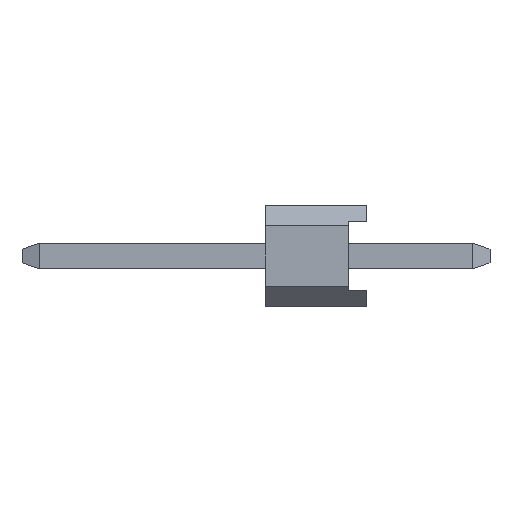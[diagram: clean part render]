
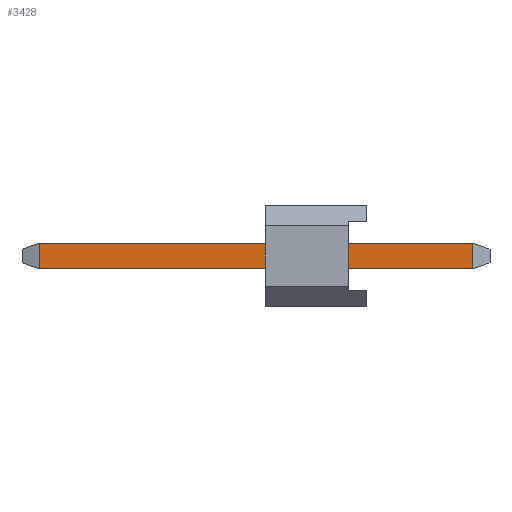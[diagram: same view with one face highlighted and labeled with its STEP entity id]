
A CAD part, left-side view. The second image highlights one B-rep face of the part: STEP entity #3428.
In plain terms, the highlighted planar face has unit normal (-1, 0, 0).
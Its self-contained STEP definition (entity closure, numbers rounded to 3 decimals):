
#96 = DIRECTION ( 'NONE',  ( 0., 0., 1. ) ) ;
#145 = ORIENTED_EDGE ( 'NONE', *, *, #2080, .T. ) ;
#428 = CARTESIAN_POINT ( 'NONE',  ( -6.67, -2.62, -0.32 ) ) ;
#450 = CARTESIAN_POINT ( 'NONE',  ( -6.67, 8.07, 0.32 ) ) ;
#595 = DIRECTION ( 'NONE',  ( 1., 0., 0. ) ) ;
#825 = VERTEX_POINT ( 'NONE', #3552 ) ;
#1006 = ORIENTED_EDGE ( 'NONE', *, *, #2359, .F. ) ;
#1131 = EDGE_CURVE ( 'NONE', #4283, #825, #2899, .T. ) ;
#1168 = CARTESIAN_POINT ( 'NONE',  ( -6.67, 8.07, 0.32 ) ) ;
#1317 = CARTESIAN_POINT ( 'NONE',  ( -6.67, -2.62, 0.32 ) ) ;
#1555 = EDGE_CURVE ( 'NONE', #1585, #4025, #2273, .T. ) ;
#1585 = VERTEX_POINT ( 'NONE', #450 ) ;
#2080 = EDGE_CURVE ( 'NONE', #4025, #4283, #4571, .T. ) ;
#2179 = PLANE ( 'NONE',  #2303 ) ;
#2273 = LINE ( 'NONE', #1168, #2343 ) ;
#2303 = AXIS2_PLACEMENT_3D ( 'NONE', #2560, #595, #3773 ) ;
#2343 = VECTOR ( 'NONE', #3891, 1000. ) ;
#2359 = EDGE_CURVE ( 'NONE', #1585, #825, #3772, .T. ) ;
#2560 = CARTESIAN_POINT ( 'NONE',  ( -6.67, 15.405, 0.32 ) ) ;
#2721 = CARTESIAN_POINT ( 'NONE',  ( -6.67, 15.405, 0.32 ) ) ;
#2899 = LINE ( 'NONE', #1317, #4588 ) ;
#3016 = CARTESIAN_POINT ( 'NONE',  ( -6.67, 8.07, -0.32 ) ) ;
#3191 = CARTESIAN_POINT ( 'NONE',  ( -6.67, 15.405, -0.32 ) ) ;
#3428 = ADVANCED_FACE ( 'NONE', ( #4755 ), #2179, .F. ) ;
#3519 = DIRECTION ( 'NONE',  ( 0., -1., 0. ) ) ;
#3552 = CARTESIAN_POINT ( 'NONE',  ( -6.67, -2.62, 0.32 ) ) ;
#3772 = LINE ( 'NONE', #2721, #4927 ) ;
#3773 = DIRECTION ( 'NONE',  ( 0., 0., -1. ) ) ;
#3779 = ORIENTED_EDGE ( 'NONE', *, *, #1131, .T. ) ;
#3891 = DIRECTION ( 'NONE',  ( 0., 0., -1. ) ) ;
#4025 = VERTEX_POINT ( 'NONE', #3016 ) ;
#4283 = VERTEX_POINT ( 'NONE', #428 ) ;
#4332 = VECTOR ( 'NONE', #3519, 1000. ) ;
#4571 = LINE ( 'NONE', #3191, #4332 ) ;
#4588 = VECTOR ( 'NONE', #96, 1000. ) ;
#4665 = ORIENTED_EDGE ( 'NONE', *, *, #1555, .T. ) ;
#4755 = FACE_OUTER_BOUND ( 'NONE', #4883, .T. ) ;
#4883 = EDGE_LOOP ( 'NONE', ( #145, #3779, #1006, #4665 ) ) ;
#4927 = VECTOR ( 'NONE', #5027, 1000. ) ;
#5027 = DIRECTION ( 'NONE',  ( 0., -1., 0. ) ) ;
